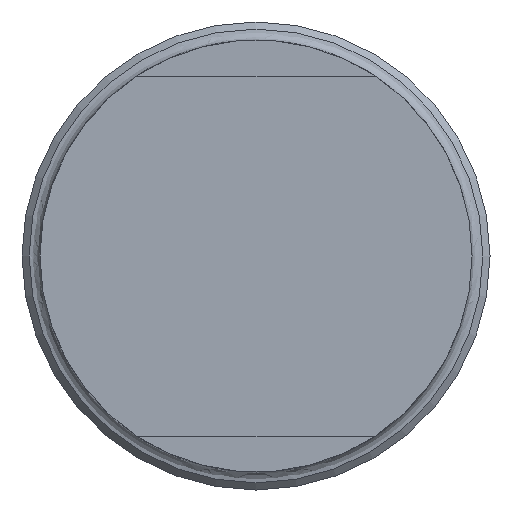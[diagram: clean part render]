
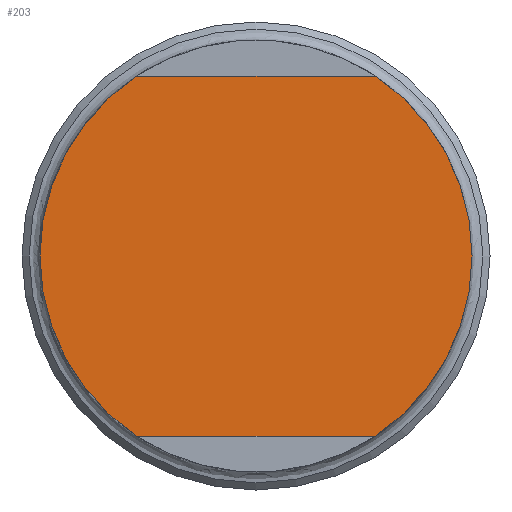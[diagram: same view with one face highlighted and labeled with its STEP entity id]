
A CAD part, left-side view. The second image highlights one B-rep face of the part: STEP entity #203.
In plain terms, the highlighted planar face has unit normal (-1, 0, 0).
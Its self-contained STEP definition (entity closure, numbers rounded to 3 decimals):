
#83=CARTESIAN_POINT('',(0.,16.583,25.0));
#84=VERTEX_POINT('',#83);
#91=CARTESIAN_POINT('',(0.,-16.583,25.0));
#92=VERTEX_POINT('',#91);
#93=CARTESIAN_POINT('',(0.,-16.583,25.0));
#94=DIRECTION('',(0.0,1.0,0.0));
#95=VECTOR('',#94,33.166);
#96=LINE('',#93,#95);
#97=EDGE_CURVE('',#92,#84,#96,.T.);
#139=CARTESIAN_POINT('',(0.,-16.583,-25.0));
#140=VERTEX_POINT('',#139);
#147=CARTESIAN_POINT('',(0.,16.583,-25.0));
#148=VERTEX_POINT('',#147);
#149=CARTESIAN_POINT('',(0.,16.583,-25.0));
#150=DIRECTION('',(0.0,-1.0,0.0));
#151=VECTOR('',#150,33.166);
#152=LINE('',#149,#151);
#153=EDGE_CURVE('',#148,#140,#152,.T.);
#180=CARTESIAN_POINT('',(0.,15.0,0.0));
#181=DIRECTION('',(-1.0,0.0,0.0));
#182=DIRECTION('',(0.0,0.0,1.0));
#183=AXIS2_PLACEMENT_3D('',#180,#181,#182);
#184=PLANE('',#183);
#185=ORIENTED_EDGE('',*,*,#97,.T.);
#186=CARTESIAN_POINT('',(0.,0.,0.0));
#187=DIRECTION('',(1.0,0.0,0.0));
#188=DIRECTION('',(0.0,1.0,0.0));
#189=AXIS2_PLACEMENT_3D('',#186,#187,#188);
#190=CIRCLE('',#189,30.0);
#191=EDGE_CURVE('',#148,#84,#190,.T.);
#192=ORIENTED_EDGE('',*,*,#191,.F.);
#193=ORIENTED_EDGE('',*,*,#153,.T.);
#194=CARTESIAN_POINT('',(0.,0.,0.0));
#195=DIRECTION('',(1.0,0.0,0.0));
#196=DIRECTION('',(0.0,1.0,0.0));
#197=AXIS2_PLACEMENT_3D('',#194,#195,#196);
#198=CIRCLE('',#197,30.0);
#199=EDGE_CURVE('',#92,#140,#198,.T.);
#200=ORIENTED_EDGE('',*,*,#199,.F.);
#201=EDGE_LOOP('',(#185,#192,#193,#200));
#202=FACE_OUTER_BOUND('',#201,.T.);
#203=ADVANCED_FACE('',(#202),#184,.T.);
